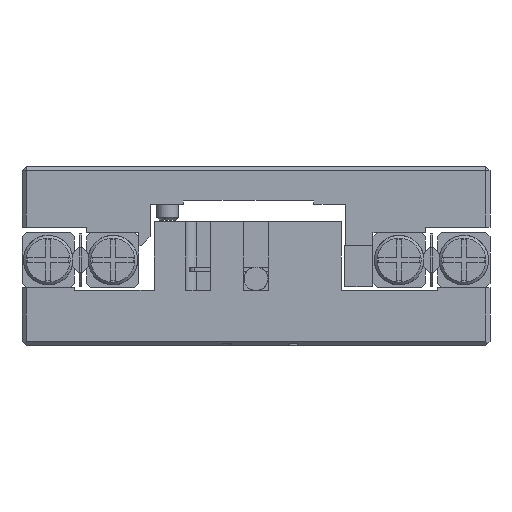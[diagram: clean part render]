
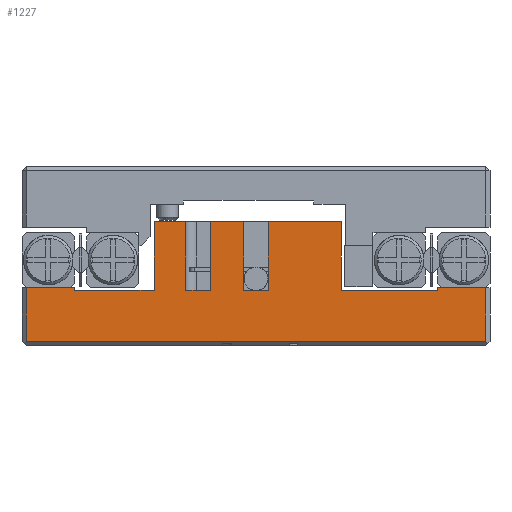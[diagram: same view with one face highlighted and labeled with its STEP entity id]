
A CAD part, left-side view. The second image highlights one B-rep face of the part: STEP entity #1227.
In plain terms, the highlighted planar face has unit normal (-1, 0, 0).
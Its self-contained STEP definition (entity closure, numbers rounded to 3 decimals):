
#890=FACE_OUTER_BOUND('',#2663,.T.);
#1227=ADVANCED_FACE('',(#890),#1799,.F.);
#1799=PLANE('',#10440);
#2663=EDGE_LOOP('',(#3993,#3994,#3995,#3996,#3997,#3998,#3999,#4000,#4001,
#4002,#4003,#4004,#4005,#4006,#4007,#4008,#4009,#4010,#4011,#4012));
#3993=ORIENTED_EDGE('',*,*,#7556,.F.);
#3994=ORIENTED_EDGE('',*,*,#7557,.T.);
#3995=ORIENTED_EDGE('',*,*,#7558,.T.);
#3996=ORIENTED_EDGE('',*,*,#7559,.T.);
#3997=ORIENTED_EDGE('',*,*,#7560,.F.);
#3998=ORIENTED_EDGE('',*,*,#7561,.F.);
#3999=ORIENTED_EDGE('',*,*,#7562,.F.);
#4000=ORIENTED_EDGE('',*,*,#7563,.F.);
#4001=ORIENTED_EDGE('',*,*,#7564,.F.);
#4002=ORIENTED_EDGE('',*,*,#7565,.T.);
#4003=ORIENTED_EDGE('',*,*,#7566,.T.);
#4004=ORIENTED_EDGE('',*,*,#7567,.T.);
#4005=ORIENTED_EDGE('',*,*,#7568,.F.);
#4006=ORIENTED_EDGE('',*,*,#7569,.T.);
#4007=ORIENTED_EDGE('',*,*,#7570,.T.);
#4008=ORIENTED_EDGE('',*,*,#7571,.T.);
#4009=ORIENTED_EDGE('',*,*,#7572,.F.);
#4010=ORIENTED_EDGE('',*,*,#7573,.F.);
#4011=ORIENTED_EDGE('',*,*,#7574,.F.);
#4012=ORIENTED_EDGE('',*,*,#7575,.F.);
#6615=VERTEX_POINT('',#14324);
#6616=VERTEX_POINT('',#14325);
#6617=VERTEX_POINT('',#14327);
#6618=VERTEX_POINT('',#14329);
#6619=VERTEX_POINT('',#14331);
#6620=VERTEX_POINT('',#14333);
#6621=VERTEX_POINT('',#14335);
#6622=VERTEX_POINT('',#14337);
#6623=VERTEX_POINT('',#14339);
#6624=VERTEX_POINT('',#14341);
#6625=VERTEX_POINT('',#14343);
#6626=VERTEX_POINT('',#14345);
#6627=VERTEX_POINT('',#14347);
#6628=VERTEX_POINT('',#14349);
#6629=VERTEX_POINT('',#14351);
#6630=VERTEX_POINT('',#14353);
#6631=VERTEX_POINT('',#14355);
#6632=VERTEX_POINT('',#14357);
#6633=VERTEX_POINT('',#14359);
#6634=VERTEX_POINT('',#14361);
#7556=EDGE_CURVE('',#6615,#6616,#8836,.T.);
#7557=EDGE_CURVE('',#6615,#6617,#8837,.T.);
#7558=EDGE_CURVE('',#6617,#6618,#8838,.T.);
#7559=EDGE_CURVE('',#6618,#6619,#8839,.T.);
#7560=EDGE_CURVE('',#6620,#6619,#8840,.T.);
#7561=EDGE_CURVE('',#6621,#6620,#8841,.T.);
#7562=EDGE_CURVE('',#6622,#6621,#8842,.T.);
#7563=EDGE_CURVE('',#6623,#6622,#8843,.T.);
#7564=EDGE_CURVE('',#6624,#6623,#8844,.T.);
#7565=EDGE_CURVE('',#6624,#6625,#8845,.T.);
#7566=EDGE_CURVE('',#6625,#6626,#8846,.T.);
#7567=EDGE_CURVE('',#6626,#6627,#8847,.T.);
#7568=EDGE_CURVE('',#6628,#6627,#8848,.T.);
#7569=EDGE_CURVE('',#6628,#6629,#8849,.T.);
#7570=EDGE_CURVE('',#6629,#6630,#8850,.T.);
#7571=EDGE_CURVE('',#6630,#6631,#8851,.T.);
#7572=EDGE_CURVE('',#6632,#6631,#8852,.T.);
#7573=EDGE_CURVE('',#6633,#6632,#8853,.T.);
#7574=EDGE_CURVE('',#6634,#6633,#8854,.T.);
#7575=EDGE_CURVE('',#6616,#6634,#8855,.T.);
#8836=LINE('',#14323,#9654);
#8837=LINE('',#14326,#9655);
#8838=LINE('',#14328,#9656);
#8839=LINE('',#14330,#9657);
#8840=LINE('',#14332,#9658);
#8841=LINE('',#14334,#9659);
#8842=LINE('',#14336,#9660);
#8843=LINE('',#14338,#9661);
#8844=LINE('',#14340,#9662);
#8845=LINE('',#14342,#9663);
#8846=LINE('',#14344,#9664);
#8847=LINE('',#14346,#9665);
#8848=LINE('',#14348,#9666);
#8849=LINE('',#14350,#9667);
#8850=LINE('',#14352,#9668);
#8851=LINE('',#14354,#9669);
#8852=LINE('',#14356,#9670);
#8853=LINE('',#14358,#9671);
#8854=LINE('',#14360,#9672);
#8855=LINE('',#14362,#9673);
#9654=VECTOR('',#11506,1.);
#9655=VECTOR('',#11507,1.);
#9656=VECTOR('',#11508,1.);
#9657=VECTOR('',#11509,1.);
#9658=VECTOR('',#11510,1.);
#9659=VECTOR('',#11511,1.);
#9660=VECTOR('',#11512,1.);
#9661=VECTOR('',#11513,1.);
#9662=VECTOR('',#11514,1.);
#9663=VECTOR('',#11515,1.);
#9664=VECTOR('',#11516,1.);
#9665=VECTOR('',#11517,1.);
#9666=VECTOR('',#11518,1.);
#9667=VECTOR('',#11519,1.);
#9668=VECTOR('',#11520,1.);
#9669=VECTOR('',#11521,1.);
#9670=VECTOR('',#11522,1.);
#9671=VECTOR('',#11523,1.);
#9672=VECTOR('',#11524,1.);
#9673=VECTOR('',#11525,1.);
#10440=AXIS2_PLACEMENT_3D('',#14363,#11526,#11527);
#11506=DIRECTION('',(0.,-1.,0.));
#11507=DIRECTION('',(0.,0.,-1.));
#11508=DIRECTION('',(0.,-1.,0.));
#11509=DIRECTION('',(0.,0.,1.));
#11510=DIRECTION('',(0.,-1.,0.));
#11511=DIRECTION('',(0.,0.,1.));
#11512=DIRECTION('',(0.,-1.,0.));
#11513=DIRECTION('',(0.,0.,-1.));
#11514=DIRECTION('',(0.,-1.,0.));
#11515=DIRECTION('',(0.,0.,-1.));
#11516=DIRECTION('',(0.,1.,0.));
#11517=DIRECTION('',(0.,0.,1.));
#11518=DIRECTION('',(0.,-1.,0.));
#11519=DIRECTION('',(0.,0.,-1.));
#11520=DIRECTION('',(0.,1.,0.));
#11521=DIRECTION('',(0.,0.,1.));
#11522=DIRECTION('',(0.,-1.,0.));
#11523=DIRECTION('',(0.,0.,1.));
#11524=DIRECTION('',(0.,-1.,0.));
#11525=DIRECTION('',(0.,0.,-1.));
#11526=DIRECTION('',(1.,0.,0.));
#11527=DIRECTION('',(0.,0.,-1.));
#14323=CARTESIAN_POINT('',(-20.,17.,4.2));
#14324=CARTESIAN_POINT('',(-20.,16.7,4.2));
#14325=CARTESIAN_POINT('',(-20.,13.2,4.2));
#14326=CARTESIAN_POINT('',(-20.,16.7,0.));
#14327=CARTESIAN_POINT('',(-20.,16.7,0.3));
#14328=CARTESIAN_POINT('',(-20.,0.,0.3));
#14329=CARTESIAN_POINT('',(-20.,-16.7,0.3));
#14330=CARTESIAN_POINT('',(-20.,-16.7,0.));
#14331=CARTESIAN_POINT('',(-20.,-16.7,4.2));
#14332=CARTESIAN_POINT('',(-20.,-13.2,4.2));
#14333=CARTESIAN_POINT('',(-20.,-13.2,4.2));
#14334=CARTESIAN_POINT('',(-20.,-13.2,4.));
#14335=CARTESIAN_POINT('',(-20.,-13.2,4.));
#14336=CARTESIAN_POINT('',(-20.,-6.2,4.));
#14337=CARTESIAN_POINT('',(-20.,-6.2,4.));
#14338=CARTESIAN_POINT('',(-20.,-6.2,9.));
#14339=CARTESIAN_POINT('',(-20.,-6.2,9.));
#14340=CARTESIAN_POINT('',(-20.,7.4,9.));
#14341=CARTESIAN_POINT('',(-20.,-0.9,9.));
#14342=CARTESIAN_POINT('',(-20.,-0.9,9.5));
#14343=CARTESIAN_POINT('',(-20.,-0.9,4.));
#14344=CARTESIAN_POINT('',(-20.,0.9,4.));
#14345=CARTESIAN_POINT('',(-20.,0.9,4.));
#14346=CARTESIAN_POINT('',(-20.,0.9,9.5));
#14347=CARTESIAN_POINT('',(-20.,0.9,9.));
#14348=CARTESIAN_POINT('',(-20.,7.4,9.));
#14349=CARTESIAN_POINT('',(-20.,3.3,9.));
#14350=CARTESIAN_POINT('',(-20.,3.3,9.5));
#14351=CARTESIAN_POINT('',(-20.,3.3,4.));
#14352=CARTESIAN_POINT('',(-20.,5.1,4.));
#14353=CARTESIAN_POINT('',(-20.,5.1,4.));
#14354=CARTESIAN_POINT('',(-20.,5.1,9.5));
#14355=CARTESIAN_POINT('',(-20.,5.1,9.));
#14356=CARTESIAN_POINT('',(-20.,7.4,9.));
#14357=CARTESIAN_POINT('',(-20.,7.4,9.));
#14358=CARTESIAN_POINT('',(-20.,7.4,4.));
#14359=CARTESIAN_POINT('',(-20.,7.4,4.));
#14360=CARTESIAN_POINT('',(-20.,13.2,4.));
#14361=CARTESIAN_POINT('',(-20.,13.2,4.));
#14362=CARTESIAN_POINT('',(-20.,13.2,4.2));
#14363=CARTESIAN_POINT('',(-20.,0.,0.));
